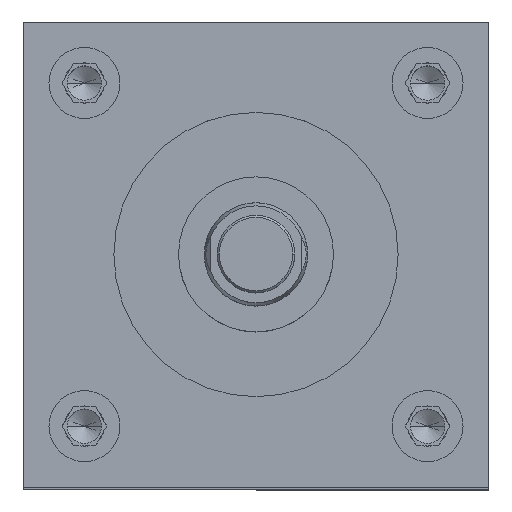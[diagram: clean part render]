
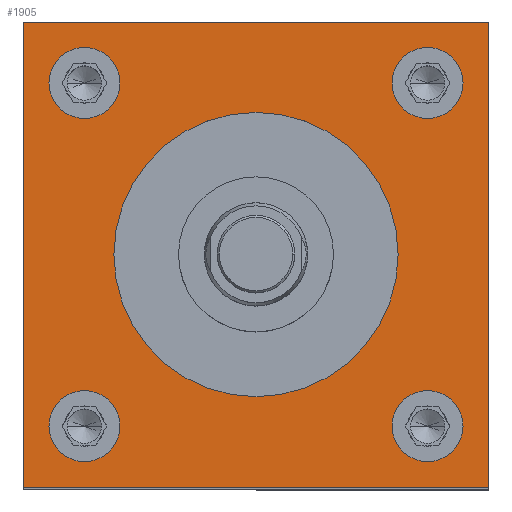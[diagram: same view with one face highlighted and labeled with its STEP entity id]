
A CAD part, top view. The second image highlights one B-rep face of the part: STEP entity #1905.
In plain terms, the highlighted planar face has unit normal (0, 0, 1).
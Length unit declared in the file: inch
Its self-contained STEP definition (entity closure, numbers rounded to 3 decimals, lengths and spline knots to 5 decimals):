
#19 = DIRECTION ( 'NONE',  ( 0., 0., 1. ) ) ;
#26 = VERTEX_POINT ( 'NONE', #5912 ) ;
#51 = EDGE_CURVE ( 'NONE', #2473, #4978, #4455, .T. ) ;
#61 = EDGE_LOOP ( 'NONE', ( #2477, #5012 ) ) ;
#71 = CARTESIAN_POINT ( 'NONE',  ( 1.375, 0., 16.25 ) ) ;
#102 = EDGE_CURVE ( 'NONE', #1179, #4287, #2625, .T. ) ;
#108 = CIRCLE ( 'NONE', #3117, 0.3435 ) ;
#188 = CARTESIAN_POINT ( 'NONE',  ( -1.375, 0., 16.25 ) ) ;
#191 = CARTESIAN_POINT ( 'NONE',  ( -2.25, -2.25, 16.25 ) ) ;
#203 = CARTESIAN_POINT ( 'NONE',  ( 1.3165, -1.66, 16.25 ) ) ;
#211 = ORIENTED_EDGE ( 'NONE', *, *, #1642, .F. ) ;
#253 = CARTESIAN_POINT ( 'NONE',  ( -2.25, 2.25, 16.25 ) ) ;
#266 = CARTESIAN_POINT ( 'NONE',  ( -1.3165, -1.66, 16.25 ) ) ;
#293 = DIRECTION ( 'NONE',  ( 1., 0., 0. ) ) ;
#459 = VERTEX_POINT ( 'NONE', #203 ) ;
#610 = ORIENTED_EDGE ( 'NONE', *, *, #102, .F. ) ;
#611 = DIRECTION ( 'NONE',  ( 0., 1., 0. ) ) ;
#648 = DIRECTION ( 'NONE',  ( 0., -1., 0. ) ) ;
#674 = CARTESIAN_POINT ( 'NONE',  ( -1.66, -1.66, 16.25 ) ) ;
#749 = DIRECTION ( 'NONE',  ( 1., 0., 0. ) ) ;
#974 = CARTESIAN_POINT ( 'NONE',  ( 1.66, 1.66, 16.25 ) ) ;
#991 = DIRECTION ( 'NONE',  ( 0., 0., 1. ) ) ;
#1007 = VERTEX_POINT ( 'NONE', #3020 ) ;
#1043 = DIRECTION ( 'NONE',  ( 1., 0., 0. ) ) ;
#1097 = FACE_BOUND ( 'NONE', #61, .T. ) ;
#1110 = DIRECTION ( 'NONE',  ( 0., 0., 1. ) ) ;
#1132 = FACE_BOUND ( 'NONE', #1510, .T. ) ;
#1134 = CARTESIAN_POINT ( 'NONE',  ( 2.25, -2.25, 16.25 ) ) ;
#1173 = EDGE_CURVE ( 'NONE', #3397, #1406, #4530, .T. ) ;
#1179 = VERTEX_POINT ( 'NONE', #2191 ) ;
#1247 = DIRECTION ( 'NONE',  ( 0., 0., 1. ) ) ;
#1378 = EDGE_CURVE ( 'NONE', #459, #4525, #4494, .T. ) ;
#1406 = VERTEX_POINT ( 'NONE', #188 ) ;
#1418 = LINE ( 'NONE', #2851, #3153 ) ;
#1456 = ORIENTED_EDGE ( 'NONE', *, *, #5640, .F. ) ;
#1506 = DIRECTION ( 'NONE',  ( 1., 0., 0. ) ) ;
#1510 = EDGE_LOOP ( 'NONE', ( #3922, #2715 ) ) ;
#1578 = DIRECTION ( 'NONE',  ( 0., 0., 1. ) ) ;
#1629 = CARTESIAN_POINT ( 'NONE',  ( -2.25, 2.25, 16.25 ) ) ;
#1642 = EDGE_CURVE ( 'NONE', #4287, #1179, #5096, .T. ) ;
#1664 = ORIENTED_EDGE ( 'NONE', *, *, #5573, .T. ) ;
#1770 = VERTEX_POINT ( 'NONE', #266 ) ;
#1783 = AXIS2_PLACEMENT_3D ( 'NONE', #2158, #4609, #293 ) ;
#1789 = DIRECTION ( 'NONE',  ( 0., 0., 1. ) ) ;
#1848 = AXIS2_PLACEMENT_3D ( 'NONE', #5072, #3527, #3585 ) ;
#1863 = ORIENTED_EDGE ( 'NONE', *, *, #2803, .T. ) ;
#1905 = ADVANCED_FACE ( 'NONE', ( #3517, #5467, #1097, #1132, #2112, #4059 ), #5970, .F. ) ;
#2079 = EDGE_LOOP ( 'NONE', ( #5966, #3935, #1664, #1863 ) ) ;
#2100 = AXIS2_PLACEMENT_3D ( 'NONE', #4889, #991, #5322 ) ;
#2112 = FACE_BOUND ( 'NONE', #3249, .T. ) ;
#2155 = DIRECTION ( 'NONE',  ( -1., 0., 0. ) ) ;
#2158 = CARTESIAN_POINT ( 'NONE',  ( 0., 0., 16.25 ) ) ;
#2174 = VERTEX_POINT ( 'NONE', #4491 ) ;
#2191 = CARTESIAN_POINT ( 'NONE',  ( 2.0035, 1.66, 16.25 ) ) ;
#2254 = VERTEX_POINT ( 'NONE', #3220 ) ;
#2438 = CIRCLE ( 'NONE', #5662, 1.375 ) ;
#2473 = VERTEX_POINT ( 'NONE', #4796 ) ;
#2477 = ORIENTED_EDGE ( 'NONE', *, *, #3971, .F. ) ;
#2560 = LINE ( 'NONE', #1134, #2673 ) ;
#2596 = DIRECTION ( 'NONE',  ( 1., 0., 0. ) ) ;
#2625 = CIRCLE ( 'NONE', #3444, 0.3435 ) ;
#2630 = CARTESIAN_POINT ( 'NONE',  ( 0., 0., 16.25 ) ) ;
#2637 = AXIS2_PLACEMENT_3D ( 'NONE', #674, #1110, #2596 ) ;
#2664 = AXIS2_PLACEMENT_3D ( 'NONE', #974, #19, #2877 ) ;
#2673 = VECTOR ( 'NONE', #611, 39.37008 ) ;
#2712 = CARTESIAN_POINT ( 'NONE',  ( 1.66, -1.66, 16.25 ) ) ;
#2715 = ORIENTED_EDGE ( 'NONE', *, *, #51, .F. ) ;
#2729 = LINE ( 'NONE', #253, #5693 ) ;
#2747 = DIRECTION ( 'NONE',  ( 1., 0., 0. ) ) ;
#2803 = EDGE_CURVE ( 'NONE', #26, #2254, #2729, .T. ) ;
#2814 = CIRCLE ( 'NONE', #2100, 0.3435 ) ;
#2845 = ORIENTED_EDGE ( 'NONE', *, *, #1173, .F. ) ;
#2851 = CARTESIAN_POINT ( 'NONE',  ( -2.25, -2.25, 16.25 ) ) ;
#2877 = DIRECTION ( 'NONE',  ( 1., 0., 0. ) ) ;
#2949 = CARTESIAN_POINT ( 'NONE',  ( -1.3165, 1.66, 16.25 ) ) ;
#3017 = AXIS2_PLACEMENT_3D ( 'NONE', #5386, #1578, #1043 ) ;
#3020 = CARTESIAN_POINT ( 'NONE',  ( -2.0035, -1.66, 16.25 ) ) ;
#3117 = AXIS2_PLACEMENT_3D ( 'NONE', #2712, #1789, #749 ) ;
#3153 = VECTOR ( 'NONE', #1506, 39.37008 ) ;
#3220 = CARTESIAN_POINT ( 'NONE',  ( -2.25, 2.25, 16.25 ) ) ;
#3249 = EDGE_LOOP ( 'NONE', ( #2845, #3773 ) ) ;
#3397 = VERTEX_POINT ( 'NONE', #71 ) ;
#3444 = AXIS2_PLACEMENT_3D ( 'NONE', #4180, #1247, #2747 ) ;
#3517 = FACE_BOUND ( 'NONE', #4318, .T. ) ;
#3527 = DIRECTION ( 'NONE',  ( 0., 0., 1. ) ) ;
#3578 = DIRECTION ( 'NONE',  ( 0., 0., -1. ) ) ;
#3585 = DIRECTION ( 'NONE',  ( 1., 0., 0. ) ) ;
#3714 = AXIS2_PLACEMENT_3D ( 'NONE', #1629, #3578, #5587 ) ;
#3773 = ORIENTED_EDGE ( 'NONE', *, *, #5105, .F. ) ;
#3806 = DIRECTION ( 'NONE',  ( 1., 0., 0. ) ) ;
#3850 = AXIS2_PLACEMENT_3D ( 'NONE', #4152, #6063, #4622 ) ;
#3922 = ORIENTED_EDGE ( 'NONE', *, *, #6215, .F. ) ;
#3935 = ORIENTED_EDGE ( 'NONE', *, *, #5341, .T. ) ;
#3967 = VERTEX_POINT ( 'NONE', #5446 ) ;
#3971 = EDGE_CURVE ( 'NONE', #1770, #1007, #5363, .T. ) ;
#4059 = FACE_OUTER_BOUND ( 'NONE', #2079, .T. ) ;
#4152 = CARTESIAN_POINT ( 'NONE',  ( -1.66, 1.66, 16.25 ) ) ;
#4180 = CARTESIAN_POINT ( 'NONE',  ( 1.66, 1.66, 16.25 ) ) ;
#4280 = DIRECTION ( 'NONE',  ( 0., 0., 1. ) ) ;
#4287 = VERTEX_POINT ( 'NONE', #5116 ) ;
#4318 = EDGE_LOOP ( 'NONE', ( #1456, #5915 ) ) ;
#4455 = CIRCLE ( 'NONE', #3850, 0.3435 ) ;
#4491 = CARTESIAN_POINT ( 'NONE',  ( -2.25, -2.25, 16.25 ) ) ;
#4494 = CIRCLE ( 'NONE', #1848, 0.3435 ) ;
#4525 = VERTEX_POINT ( 'NONE', #4769 ) ;
#4530 = CIRCLE ( 'NONE', #1783, 1.375 ) ;
#4609 = DIRECTION ( 'NONE',  ( 0., 0., 1. ) ) ;
#4622 = DIRECTION ( 'NONE',  ( 1., 0., 0. ) ) ;
#4769 = CARTESIAN_POINT ( 'NONE',  ( 2.0035, -1.66, 16.25 ) ) ;
#4796 = CARTESIAN_POINT ( 'NONE',  ( -2.0035, 1.66, 16.25 ) ) ;
#4870 = VECTOR ( 'NONE', #648, 39.37008 ) ;
#4889 = CARTESIAN_POINT ( 'NONE',  ( -1.66, -1.66, 16.25 ) ) ;
#4978 = VERTEX_POINT ( 'NONE', #2949 ) ;
#4986 = LINE ( 'NONE', #191, #4870 ) ;
#5012 = ORIENTED_EDGE ( 'NONE', *, *, #6208, .F. ) ;
#5031 = EDGE_CURVE ( 'NONE', #2254, #2174, #4986, .T. ) ;
#5034 = EDGE_LOOP ( 'NONE', ( #610, #211 ) ) ;
#5072 = CARTESIAN_POINT ( 'NONE',  ( 1.66, -1.66, 16.25 ) ) ;
#5096 = CIRCLE ( 'NONE', #2664, 0.3435 ) ;
#5105 = EDGE_CURVE ( 'NONE', #1406, #3397, #2438, .T. ) ;
#5116 = CARTESIAN_POINT ( 'NONE',  ( 1.3165, 1.66, 16.25 ) ) ;
#5322 = DIRECTION ( 'NONE',  ( 1., 0., 0. ) ) ;
#5341 = EDGE_CURVE ( 'NONE', #2174, #3967, #1418, .T. ) ;
#5363 = CIRCLE ( 'NONE', #2637, 0.3435 ) ;
#5386 = CARTESIAN_POINT ( 'NONE',  ( -1.66, 1.66, 16.25 ) ) ;
#5446 = CARTESIAN_POINT ( 'NONE',  ( 2.25, -2.25, 16.25 ) ) ;
#5467 = FACE_BOUND ( 'NONE', #5034, .T. ) ;
#5573 = EDGE_CURVE ( 'NONE', #3967, #26, #2560, .T. ) ;
#5587 = DIRECTION ( 'NONE',  ( -1., 0., 0. ) ) ;
#5633 = CIRCLE ( 'NONE', #3017, 0.3435 ) ;
#5640 = EDGE_CURVE ( 'NONE', #4525, #459, #108, .T. ) ;
#5662 = AXIS2_PLACEMENT_3D ( 'NONE', #2630, #4280, #3806 ) ;
#5693 = VECTOR ( 'NONE', #2155, 39.37008 ) ;
#5912 = CARTESIAN_POINT ( 'NONE',  ( 2.25, 2.25, 16.25 ) ) ;
#5915 = ORIENTED_EDGE ( 'NONE', *, *, #1378, .F. ) ;
#5966 = ORIENTED_EDGE ( 'NONE', *, *, #5031, .T. ) ;
#5970 = PLANE ( 'NONE',  #3714 ) ;
#6063 = DIRECTION ( 'NONE',  ( 0., 0., 1. ) ) ;
#6208 = EDGE_CURVE ( 'NONE', #1007, #1770, #2814, .T. ) ;
#6215 = EDGE_CURVE ( 'NONE', #4978, #2473, #5633, .T. ) ;
